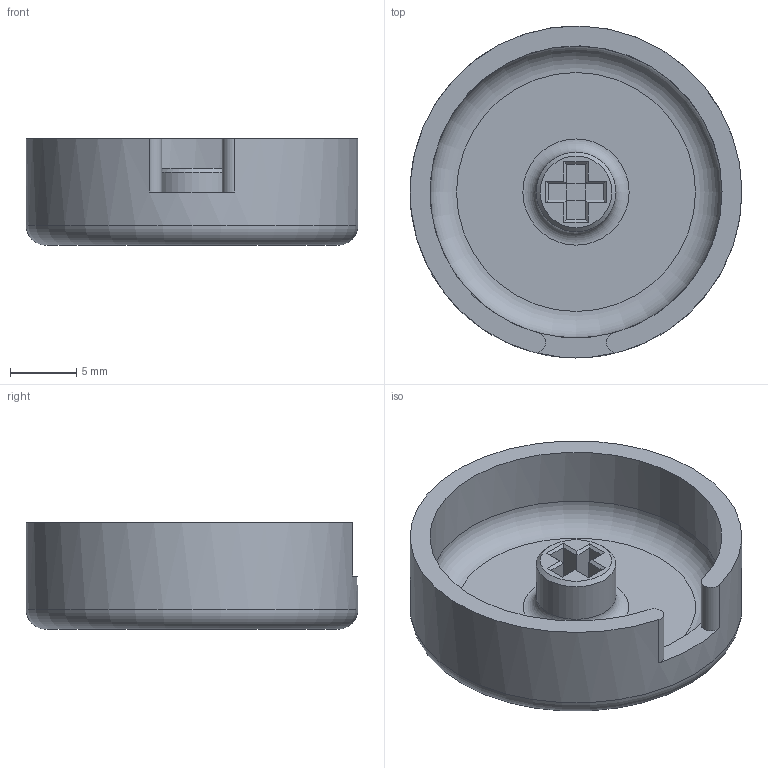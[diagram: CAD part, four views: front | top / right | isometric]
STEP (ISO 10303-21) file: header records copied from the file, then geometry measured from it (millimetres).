
FILE_DESCRIPTION(('FreeCAD Model'),'2;1');
FILE_NAME('Open CASCADE Shape Model','2024-02-08T21:29:35',(''),(''), 'Open CASCADE STEP processor 7.7','FreeCAD','Unknown');
FILE_SCHEMA(('AUTOMOTIVE_DESIGN { 1 0 10303 214 1 1 1 1 }'));
Length unit declared in the file: millimetre
Products named in the file (1): MX button
Bounding box: 25 x 25 x 8 mm (x, y, z)
Volume: 1536 mm3; surface area: 2047.5 mm2
Topology: 1 solids, 1 shells, 43 faces, 93 edges, 54 vertices
Faces by surface type: plane 34, cylinder 5, torus 3, cone 1
Full cylindrical faces by diameter (mm): 6 x1, 22 x1, 25 x1
Entity records: 1158 total; most frequent: DIRECTION 202, CARTESIAN_POINT 191, ORIENTED_EDGE 186, EDGE_CURVE 93, LINE 72, VECTOR 72, AXIS2_PLACEMENT_3D 65, VERTEX_POINT 54
